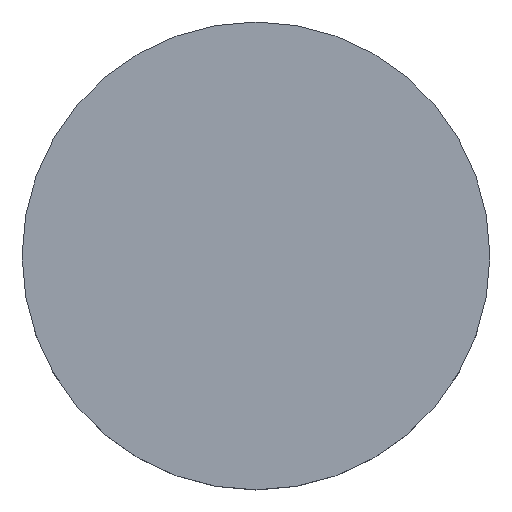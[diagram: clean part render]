
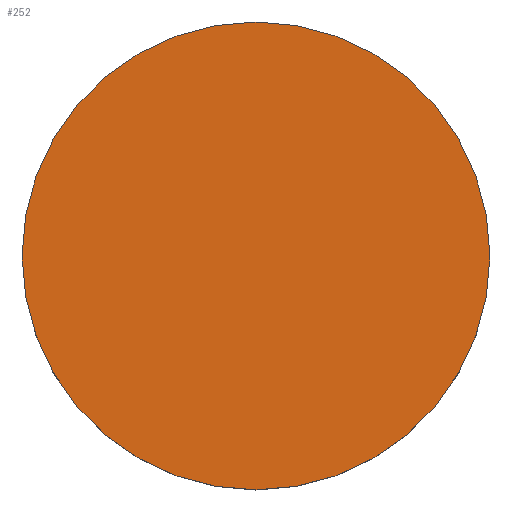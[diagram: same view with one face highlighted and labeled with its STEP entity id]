
A CAD part, top view. The second image highlights one B-rep face of the part: STEP entity #252.
In plain terms, the highlighted planar face has unit normal (0, 0, 1).
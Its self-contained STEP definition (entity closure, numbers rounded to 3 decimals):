
#11 = DIRECTION ( 'NONE',  ( 0., 0., 1. ) ) ;
#19 = ORIENTED_EDGE ( 'NONE', *, *, #78, .T. ) ;
#39 = DIRECTION ( 'NONE',  ( 1., 0., 0. ) ) ;
#77 = CIRCLE ( 'NONE', #458, 2.375 ) ;
#78 = EDGE_CURVE ( 'NONE', #103, #260, #77, .T. ) ;
#89 = CARTESIAN_POINT ( 'NONE',  ( 2.375, 0., 0.8 ) ) ;
#103 = VERTEX_POINT ( 'NONE', #187 ) ;
#106 = ORIENTED_EDGE ( 'NONE', *, *, #256, .T. ) ;
#117 = PLANE ( 'NONE',  #296 ) ;
#135 = CARTESIAN_POINT ( 'NONE',  ( 0., 0., 0.8 ) ) ;
#146 = AXIS2_PLACEMENT_3D ( 'NONE', #135, #220, #470 ) ;
#187 = CARTESIAN_POINT ( 'NONE',  ( -2.375, 0., 0.8 ) ) ;
#220 = DIRECTION ( 'NONE',  ( 0., 0., 1. ) ) ;
#252 = ADVANCED_FACE ( 'NONE', ( #378 ), #117, .T. ) ;
#255 = DIRECTION ( 'NONE',  ( 0., 0., 1. ) ) ;
#256 = EDGE_CURVE ( 'NONE', #260, #103, #386, .T. ) ;
#260 = VERTEX_POINT ( 'NONE', #89 ) ;
#296 = AXIS2_PLACEMENT_3D ( 'NONE', #297, #255, #39 ) ;
#297 = CARTESIAN_POINT ( 'NONE',  ( 0., 0., 0.8 ) ) ;
#313 = DIRECTION ( 'NONE',  ( 1., 0., 0. ) ) ;
#378 = FACE_OUTER_BOUND ( 'NONE', #528, .T. ) ;
#386 = CIRCLE ( 'NONE', #146, 2.375 ) ;
#458 = AXIS2_PLACEMENT_3D ( 'NONE', #488, #11, #313 ) ;
#470 = DIRECTION ( 'NONE',  ( 1., 0., 0. ) ) ;
#488 = CARTESIAN_POINT ( 'NONE',  ( 0., 0., 0.8 ) ) ;
#528 = EDGE_LOOP ( 'NONE', ( #19, #106 ) ) ;
